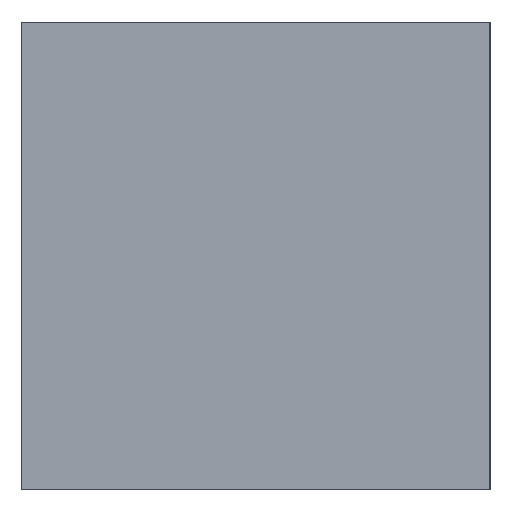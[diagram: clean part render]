
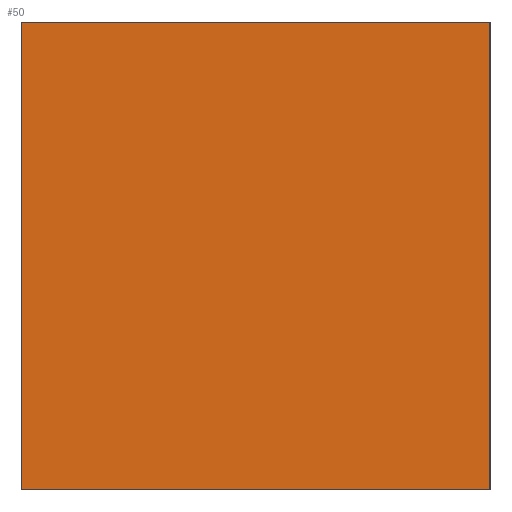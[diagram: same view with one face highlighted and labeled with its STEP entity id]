
A CAD part, front view. The second image highlights one B-rep face of the part: STEP entity #50.
In plain terms, the highlighted planar face has unit normal (0, -1, 0).
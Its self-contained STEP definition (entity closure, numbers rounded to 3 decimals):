
#6 = DIRECTION ( 'NONE',  ( 1., 0., 0. ) ) ;
#18 = DIRECTION ( 'NONE',  ( 0., 1., 0. ) ) ;
#21 = VECTOR ( 'NONE', #6, 1000. ) ;
#31 = CARTESIAN_POINT ( 'NONE',  ( 7.5, -12.1, -7.5 ) ) ;
#48 = VERTEX_POINT ( 'NONE', #121 ) ;
#50 = ADVANCED_FACE ( 'NONE', ( #370 ), #375, .F. ) ;
#62 = VECTOR ( 'NONE', #352, 1000. ) ;
#85 = LINE ( 'NONE', #282, #62 ) ;
#92 = CARTESIAN_POINT ( 'NONE',  ( -7.5, -12.1, 7.5 ) ) ;
#116 = VERTEX_POINT ( 'NONE', #231 ) ;
#121 = CARTESIAN_POINT ( 'NONE',  ( -7.5, -12.1, -7.5 ) ) ;
#123 = ORIENTED_EDGE ( 'NONE', *, *, #171, .F. ) ;
#171 = EDGE_CURVE ( 'NONE', #116, #234, #285, .T. ) ;
#190 = DIRECTION ( 'NONE',  ( -1., 0., 0. ) ) ;
#210 = CARTESIAN_POINT ( 'NONE',  ( 7.5, -12.1, 7.5 ) ) ;
#217 = EDGE_LOOP ( 'NONE', ( #221, #369, #123, #443 ) ) ;
#218 = VERTEX_POINT ( 'NONE', #31 ) ;
#221 = ORIENTED_EDGE ( 'NONE', *, *, #340, .T. ) ;
#231 = CARTESIAN_POINT ( 'NONE',  ( -7.5, -12.1, 7.5 ) ) ;
#234 = VERTEX_POINT ( 'NONE', #238 ) ;
#238 = CARTESIAN_POINT ( 'NONE',  ( 7.5, -12.1, 7.5 ) ) ;
#266 = VECTOR ( 'NONE', #440, 1000. ) ;
#282 = CARTESIAN_POINT ( 'NONE',  ( -7.5, -12.1, 7.5 ) ) ;
#285 = LINE ( 'NONE', #92, #266 ) ;
#340 = EDGE_CURVE ( 'NONE', #48, #218, #432, .T. ) ;
#352 = DIRECTION ( 'NONE',  ( 0., 0., -1. ) ) ;
#353 = CARTESIAN_POINT ( 'NONE',  ( -7.5, -12.1, -7.5 ) ) ;
#360 = VECTOR ( 'NONE', #420, 1000. ) ;
#369 = ORIENTED_EDGE ( 'NONE', *, *, #423, .F. ) ;
#370 = FACE_OUTER_BOUND ( 'NONE', #217, .T. ) ;
#375 = PLANE ( 'NONE',  #441 ) ;
#404 = CARTESIAN_POINT ( 'NONE',  ( -7.5, -12.1, 7.5 ) ) ;
#413 = EDGE_CURVE ( 'NONE', #116, #48, #85, .T. ) ;
#420 = DIRECTION ( 'NONE',  ( 0., 0., -1. ) ) ;
#423 = EDGE_CURVE ( 'NONE', #234, #218, #447, .T. ) ;
#432 = LINE ( 'NONE', #353, #21 ) ;
#440 = DIRECTION ( 'NONE',  ( 1., 0., 0. ) ) ;
#441 = AXIS2_PLACEMENT_3D ( 'NONE', #404, #18, #190 ) ;
#443 = ORIENTED_EDGE ( 'NONE', *, *, #413, .T. ) ;
#447 = LINE ( 'NONE', #210, #360 ) ;
